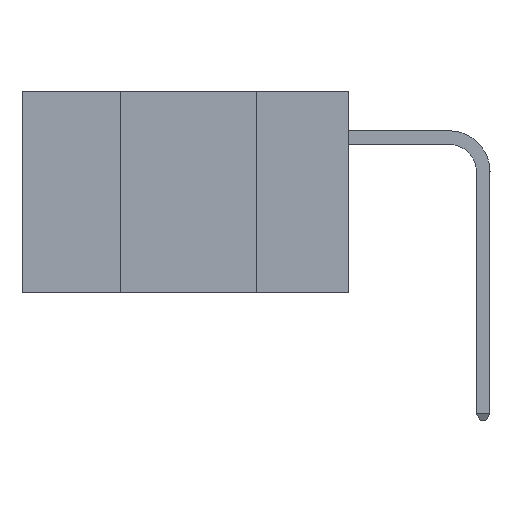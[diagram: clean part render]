
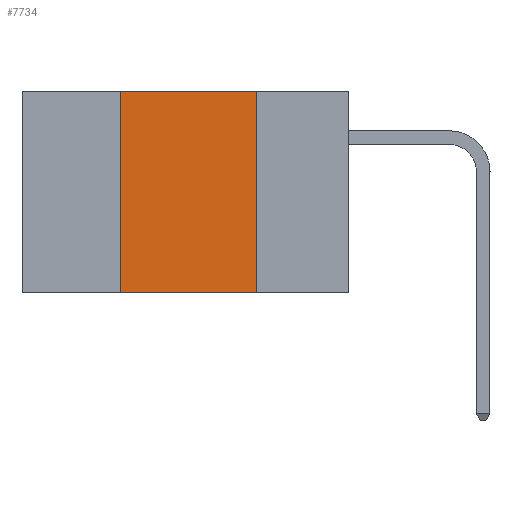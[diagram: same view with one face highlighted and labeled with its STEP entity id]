
A CAD part, left-side view. The second image highlights one B-rep face of the part: STEP entity #7734.
In plain terms, the highlighted planar face has unit normal (-1, 0, 0).
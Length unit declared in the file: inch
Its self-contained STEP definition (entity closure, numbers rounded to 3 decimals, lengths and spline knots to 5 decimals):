
#2698 = VECTOR ( 'NONE', #2722, 39.37008 ) ;
#2722 = DIRECTION ( 'NONE',  ( 0., -1., 0. ) ) ;
#5248 = VERTEX_POINT ( 'NONE', #26831 ) ;
#5586 = EDGE_CURVE ( 'NONE', #5248, #31972, #33063, .T. ) ;
#6593 = DIRECTION ( 'NONE',  ( 1., 0., 0. ) ) ;
#7734 = ADVANCED_FACE ( 'NONE', ( #39472 ), #47969, .F. ) ;
#9555 = VECTOR ( 'NONE', #32526, 39.37008 ) ;
#11812 = ORIENTED_EDGE ( 'NONE', *, *, #48707, .F. ) ;
#14796 = ORIENTED_EDGE ( 'NONE', *, *, #18379, .F. ) ;
#17362 = DIRECTION ( 'NONE',  ( 0., 0., -1. ) ) ;
#18379 = EDGE_CURVE ( 'NONE', #5248, #25383, #44445, .T. ) ;
#18873 = ORIENTED_EDGE ( 'NONE', *, *, #33528, .F. ) ;
#19312 = CARTESIAN_POINT ( 'NONE',  ( 0., 0.42, 0. ) ) ;
#19613 = ORIENTED_EDGE ( 'NONE', *, *, #5586, .T. ) ;
#19642 = LINE ( 'NONE', #21319, #9555 ) ;
#21016 = CARTESIAN_POINT ( 'NONE',  ( 0., 0.17, 0. ) ) ;
#21304 = EDGE_LOOP ( 'NONE', ( #18873, #11812, #14796, #19613 ) ) ;
#21319 = CARTESIAN_POINT ( 'NONE',  ( 0., 0.6, 0. ) ) ;
#23998 = AXIS2_PLACEMENT_3D ( 'NONE', #29353, #6593, #33089 ) ;
#24068 = VECTOR ( 'NONE', #17362, 39.37008 ) ;
#25262 = LINE ( 'NONE', #21016, #24068 ) ;
#25383 = VERTEX_POINT ( 'NONE', #19312 ) ;
#25624 = CARTESIAN_POINT ( 'NONE',  ( 0., 0.6, -0.37 ) ) ;
#26831 = CARTESIAN_POINT ( 'NONE',  ( 0., 0.42, -0.37 ) ) ;
#29353 = CARTESIAN_POINT ( 'NONE',  ( 0., 0.6, 0. ) ) ;
#31648 = VERTEX_POINT ( 'NONE', #47415 ) ;
#31972 = VERTEX_POINT ( 'NONE', #38085 ) ;
#32526 = DIRECTION ( 'NONE',  ( 0., -1., 0. ) ) ;
#33063 = LINE ( 'NONE', #25624, #2698 ) ;
#33089 = DIRECTION ( 'NONE',  ( 0., 0., -1. ) ) ;
#33528 = EDGE_CURVE ( 'NONE', #31648, #31972, #25262, .T. ) ;
#34480 = VECTOR ( 'NONE', #35098, 39.37008 ) ;
#35098 = DIRECTION ( 'NONE',  ( 0., 0., 1. ) ) ;
#38085 = CARTESIAN_POINT ( 'NONE',  ( 0., 0.17, -0.37 ) ) ;
#38707 = CARTESIAN_POINT ( 'NONE',  ( 0., 0.42, 0. ) ) ;
#39472 = FACE_OUTER_BOUND ( 'NONE', #21304, .T. ) ;
#44445 = LINE ( 'NONE', #38707, #34480 ) ;
#47415 = CARTESIAN_POINT ( 'NONE',  ( 0., 0.17, 0. ) ) ;
#47969 = PLANE ( 'NONE',  #23998 ) ;
#48707 = EDGE_CURVE ( 'NONE', #25383, #31648, #19642, .T. ) ;
